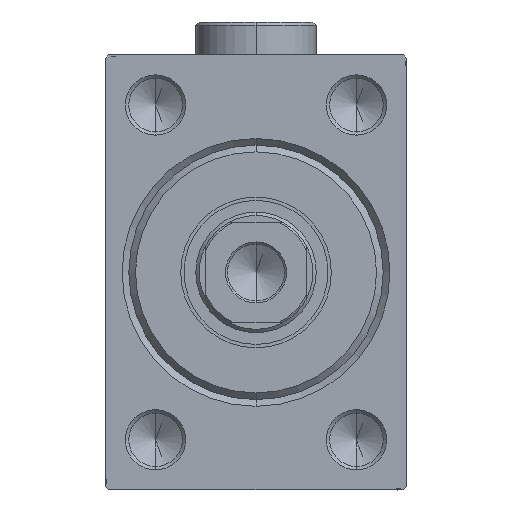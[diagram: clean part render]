
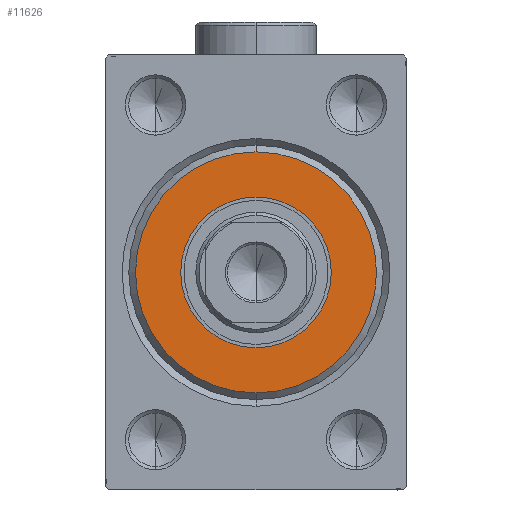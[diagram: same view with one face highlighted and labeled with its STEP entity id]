
A CAD part, left-side view. The second image highlights one B-rep face of the part: STEP entity #11626.
In plain terms, the highlighted face is planar.
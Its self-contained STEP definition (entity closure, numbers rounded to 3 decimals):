
#1947 = ORIENTED_EDGE ( 'NONE', *, *, #15179, .T. ) ;
#1986 = VERTEX_POINT ( 'NONE', #40365 ) ;
#2015 = CARTESIAN_POINT ( 'NONE',  ( 3., 0., 0. ) ) ;
#4241 = PLANE ( 'NONE',  #7758 ) ;
#4788 = DIRECTION ( 'NONE',  ( 0., 0., -1. ) ) ;
#6111 = EDGE_CURVE ( 'NONE', #40144, #6688, #8316, .T. ) ;
#6688 = VERTEX_POINT ( 'NONE', #24092 ) ;
#7758 = AXIS2_PLACEMENT_3D ( 'NONE', #11139, #36258, #28874 ) ;
#8316 = CIRCLE ( 'NONE', #44363, 11.25 ) ;
#10052 = CARTESIAN_POINT ( 'NONE',  ( 3., 0., -18. ) ) ;
#11139 = CARTESIAN_POINT ( 'NONE',  ( 3., 0., 0. ) ) ;
#11626 = ADVANCED_FACE ( 'NONE', ( #14366, #22194 ), #4241, .T. ) ;
#12141 = DIRECTION ( 'NONE',  ( 1., 0., 0. ) ) ;
#12594 = DIRECTION ( 'NONE',  ( 0., 0., -1. ) ) ;
#14366 = FACE_OUTER_BOUND ( 'NONE', #20688, .T. ) ;
#15179 = EDGE_CURVE ( 'NONE', #1986, #35580, #37863, .T. ) ;
#16915 = CIRCLE ( 'NONE', #41949, 18. ) ;
#18706 = EDGE_CURVE ( 'NONE', #35580, #1986, #16915, .T. ) ;
#19156 = AXIS2_PLACEMENT_3D ( 'NONE', #39346, #12141, #36342 ) ;
#19598 = EDGE_CURVE ( 'NONE', #6688, #40144, #32426, .T. ) ;
#20445 = EDGE_LOOP ( 'NONE', ( #44925, #35683 ) ) ;
#20688 = EDGE_LOOP ( 'NONE', ( #1947, #43090 ) ) ;
#22194 = FACE_BOUND ( 'NONE', #20445, .T. ) ;
#22959 = CARTESIAN_POINT ( 'NONE',  ( 3., 0., 0. ) ) ;
#23879 = AXIS2_PLACEMENT_3D ( 'NONE', #2015, #44184, #12594 ) ;
#24026 = DIRECTION ( 'NONE',  ( 1., 0., 0. ) ) ;
#24092 = CARTESIAN_POINT ( 'NONE',  ( 3., 0., 11.25 ) ) ;
#26189 = CARTESIAN_POINT ( 'NONE',  ( 3., 0., -11.25 ) ) ;
#28874 = DIRECTION ( 'NONE',  ( 0., 0., -1. ) ) ;
#32426 = CIRCLE ( 'NONE', #19156, 11.25 ) ;
#33564 = DIRECTION ( 'NONE',  ( 1., 0., 0. ) ) ;
#33943 = CARTESIAN_POINT ( 'NONE',  ( 3., 0., 0. ) ) ;
#35580 = VERTEX_POINT ( 'NONE', #10052 ) ;
#35683 = ORIENTED_EDGE ( 'NONE', *, *, #19598, .F. ) ;
#36258 = DIRECTION ( 'NONE',  ( 1., 0., 0. ) ) ;
#36342 = DIRECTION ( 'NONE',  ( 0., 0., -1. ) ) ;
#37863 = CIRCLE ( 'NONE', #23879, 18. ) ;
#39346 = CARTESIAN_POINT ( 'NONE',  ( 3., 0., 0. ) ) ;
#40144 = VERTEX_POINT ( 'NONE', #26189 ) ;
#40365 = CARTESIAN_POINT ( 'NONE',  ( 3., 0., 18. ) ) ;
#41949 = AXIS2_PLACEMENT_3D ( 'NONE', #22959, #33564, #4788 ) ;
#43090 = ORIENTED_EDGE ( 'NONE', *, *, #18706, .T. ) ;
#44184 = DIRECTION ( 'NONE',  ( 1., 0., 0. ) ) ;
#44363 = AXIS2_PLACEMENT_3D ( 'NONE', #33943, #24026, #44559 ) ;
#44559 = DIRECTION ( 'NONE',  ( 0., 0., -1. ) ) ;
#44925 = ORIENTED_EDGE ( 'NONE', *, *, #6111, .F. ) ;
